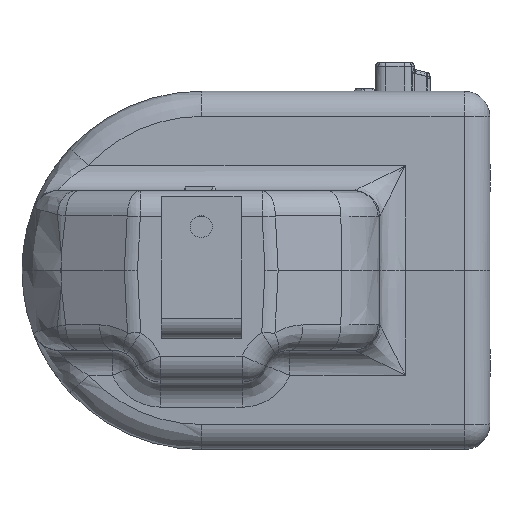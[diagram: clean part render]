
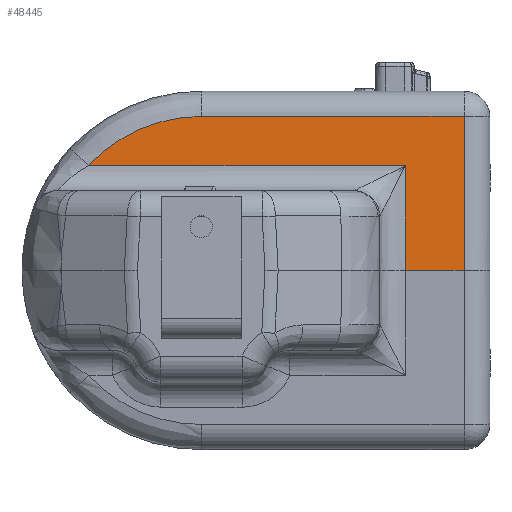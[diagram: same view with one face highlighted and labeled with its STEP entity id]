
A CAD part, left-side view. The second image highlights one B-rep face of the part: STEP entity #48445.
In plain terms, the highlighted face is planar.
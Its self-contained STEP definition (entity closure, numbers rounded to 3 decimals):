
#9843 = EDGE_CURVE ( 'NONE', #30570, #30582, #17384, .T. ) ;
#9866 = EDGE_CURVE ( 'NONE', #30563, #30518, #17503, .T. ) ;
#9871 = EDGE_CURVE ( 'NONE', #30563, #30565, #17482, .T. ) ;
#9891 = EDGE_CURVE ( 'NONE', #30518, #30597, #17628, .T. ) ;
#9901 = EDGE_CURVE ( 'NONE', #30582, #30565, #63525, .T. ) ;
#9915 = EDGE_CURVE ( 'NONE', #30597, #30570, #12685, .T. ) ;
#12685 =( BOUNDED_CURVE ( )  B_SPLINE_CURVE ( 3, ( #24331, #24344, #24339, #24369 ),
 .UNSPECIFIED., .F., .F. ) 
 B_SPLINE_CURVE_WITH_KNOTS ( ( 4, 4 ),
 ( 0., 0.824 ),
 .UNSPECIFIED. ) 
 CURVE ( )  GEOMETRIC_REPRESENTATION_ITEM ( )  RATIONAL_B_SPLINE_CURVE ( ( 1., 0.944, 0.944, 1. ) ) 
 REPRESENTATION_ITEM ( '' )  );
#17384 = LINE ( 'NONE', #23888, #17484 ) ;
#17482 = LINE ( 'NONE', #24082, #17529 ) ;
#17484 = VECTOR ( 'NONE', #23917, 1000. ) ;
#17503 = LINE ( 'NONE', #24085, #17533 ) ;
#17529 = VECTOR ( 'NONE', #24090, 1000. ) ;
#17533 = VECTOR ( 'NONE', #24097, 1000. ) ;
#17599 = VECTOR ( 'NONE', #24216, 1000. ) ;
#17628 = LINE ( 'NONE', #24185, #17599 ) ;
#23888 = CARTESIAN_POINT ( 'NONE',  ( 52.66, 55., 196.621 ) ) ;
#23917 = DIRECTION ( 'NONE',  ( 0., -1., 0. ) ) ;
#24082 = CARTESIAN_POINT ( 'NONE',  ( 0., 0., 198. ) ) ;
#24085 = CARTESIAN_POINT ( 'NONE',  ( 77.34, 13., 195.975 ) ) ;
#24090 = DIRECTION ( 'NONE',  ( 0., 1., 0. ) ) ;
#24097 = DIRECTION ( 'NONE',  ( 1., 0., -0.026 ) ) ;
#24185 = CARTESIAN_POINT ( 'NONE',  ( 77.34, 145., 195.975 ) ) ;
#24187 = CARTESIAN_POINT ( 'NONE',  ( 52.66, 42.497, 196.621 ) ) ;
#24216 = DIRECTION ( 'NONE',  ( 0., 1., 0. ) ) ;
#24255 = CARTESIAN_POINT ( 'NONE',  ( 35.106, 42.487, 197.081 ) ) ;
#24256 = CARTESIAN_POINT ( 'NONE',  ( 17.553, 42.477, 197.54 ) ) ;
#24276 = CARTESIAN_POINT ( 'NONE',  ( 0., 42.467, 198. ) ) ;
#24331 = CARTESIAN_POINT ( 'NONE',  ( 77.34, 145., 195.975 ) ) ;
#24339 = CARTESIAN_POINT ( 'NONE',  ( 68.628, 186.707, 196.203 ) ) ;
#24344 = CARTESIAN_POINT ( 'NONE',  ( 77.34, 166.764, 195.975 ) ) ;
#24369 = CARTESIAN_POINT ( 'NONE',  ( 52.66, 201.495, 196.621 ) ) ;
#26610 = ORIENTED_EDGE ( 'NONE', *, *, #9901, .T. ) ;
#26614 = ORIENTED_EDGE ( 'NONE', *, *, #9866, .T. ) ;
#26652 = ORIENTED_EDGE ( 'NONE', *, *, #9891, .T. ) ;
#26660 = ORIENTED_EDGE ( 'NONE', *, *, #9843, .T. ) ;
#26726 = ORIENTED_EDGE ( 'NONE', *, *, #9915, .T. ) ;
#26730 = ORIENTED_EDGE ( 'NONE', *, *, #9871, .F. ) ;
#30518 = VERTEX_POINT ( 'NONE', #38998 ) ;
#30563 = VERTEX_POINT ( 'NONE', #39214 ) ;
#30565 = VERTEX_POINT ( 'NONE', #39076 ) ;
#30570 = VERTEX_POINT ( 'NONE', #39135 ) ;
#30582 = VERTEX_POINT ( 'NONE', #39257 ) ;
#30597 = VERTEX_POINT ( 'NONE', #39335 ) ;
#37500 = EDGE_LOOP ( 'NONE', ( #26730, #26614, #26652, #26726, #26660, #26610 ) ) ;
#38998 = CARTESIAN_POINT ( 'NONE',  ( 77.34, 13., 195.975 ) ) ;
#39076 = CARTESIAN_POINT ( 'NONE',  ( 0., 42.467, 198. ) ) ;
#39135 = CARTESIAN_POINT ( 'NONE',  ( 52.66, 201.495, 196.621 ) ) ;
#39214 = CARTESIAN_POINT ( 'NONE',  ( 0., 13., 198. ) ) ;
#39257 = CARTESIAN_POINT ( 'NONE',  ( 52.66, 42.497, 196.621 ) ) ;
#39335 = CARTESIAN_POINT ( 'NONE',  ( 77.34, 145., 195.975 ) ) ;
#45345 = AXIS2_PLACEMENT_3D ( 'NONE', #58298, #58267, #58268 ) ;
#48445 = ADVANCED_FACE ( 'NONE', ( #56718 ), #58276, .T. ) ;
#56718 = FACE_OUTER_BOUND ( 'NONE', #37500, .T. ) ;
#58267 = DIRECTION ( 'NONE',  ( 0.026, 0., 1. ) ) ;
#58268 = DIRECTION ( 'NONE',  ( 1., 0., -0.026 ) ) ;
#58276 = PLANE ( 'NONE',  #45345 ) ;
#58298 = CARTESIAN_POINT ( 'NONE',  ( 0., 0., 198. ) ) ;
#63525 = B_SPLINE_CURVE_WITH_KNOTS ( 'NONE', 3,
 ( #24187, #24255, #24256, #24276 ),
 .UNSPECIFIED., .F., .F.,
 ( 4, 4 ),
 ( 0., 0.053 ),
 .UNSPECIFIED. ) ;
